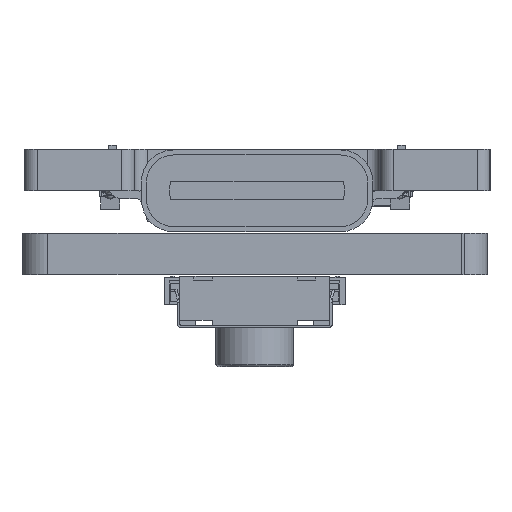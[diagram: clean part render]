
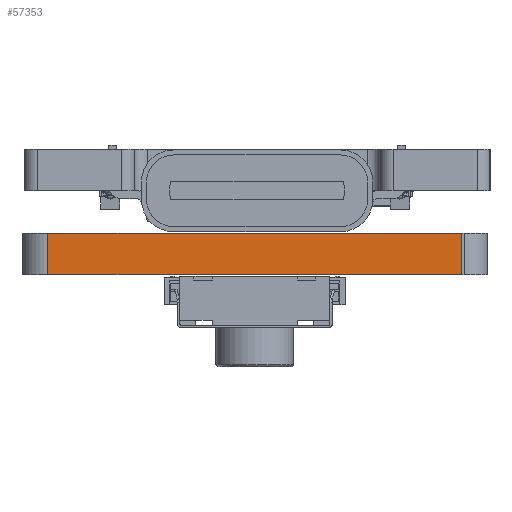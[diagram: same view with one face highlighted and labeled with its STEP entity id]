
A CAD part, left-side view. The second image highlights one B-rep face of the part: STEP entity #57353.
In plain terms, the highlighted planar face has unit normal (-1, 0, 0).
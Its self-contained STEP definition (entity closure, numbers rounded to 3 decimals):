
#56560 = VERTEX_POINT('',#56561);
#56561 = CARTESIAN_POINT('',(100.,-101.,0.));
#56568 = EDGE_CURVE('',#56569,#56560,#56571,.T.);
#56569 = VERTEX_POINT('',#56570);
#56570 = CARTESIAN_POINT('',(100.,-117.,0.));
#56571 = LINE('',#56572,#56573);
#56572 = CARTESIAN_POINT('',(100.,-117.,0.));
#56573 = VECTOR('',#56574,1.);
#56574 = DIRECTION('',(0.,1.,0.));
#56930 = VERTEX_POINT('',#56931);
#56931 = CARTESIAN_POINT('',(100.,-101.,1.6));
#56938 = EDGE_CURVE('',#56939,#56930,#56941,.T.);
#56939 = VERTEX_POINT('',#56940);
#56940 = CARTESIAN_POINT('',(100.,-117.,1.6));
#56941 = LINE('',#56942,#56943);
#56942 = CARTESIAN_POINT('',(100.,-117.,1.6));
#56943 = VECTOR('',#56944,1.);
#56944 = DIRECTION('',(0.,1.,0.));
#57323 = EDGE_CURVE('',#56560,#56930,#57324,.T.);
#57324 = LINE('',#57325,#57326);
#57325 = CARTESIAN_POINT('',(100.,-101.,0.));
#57326 = VECTOR('',#57327,1.);
#57327 = DIRECTION('',(0.,0.,1.));
#57353 = ADVANCED_FACE('',(#57354),#57365,.T.);
#57354 = FACE_BOUND('',#57355,.T.);
#57355 = EDGE_LOOP('',(#57356,#57362,#57363,#57364));
#57356 = ORIENTED_EDGE('',*,*,#57357,.T.);
#57357 = EDGE_CURVE('',#56569,#56939,#57358,.T.);
#57358 = LINE('',#57359,#57360);
#57359 = CARTESIAN_POINT('',(100.,-117.,0.));
#57360 = VECTOR('',#57361,1.);
#57361 = DIRECTION('',(0.,0.,1.));
#57362 = ORIENTED_EDGE('',*,*,#56938,.T.);
#57363 = ORIENTED_EDGE('',*,*,#57323,.F.);
#57364 = ORIENTED_EDGE('',*,*,#56568,.F.);
#57365 = PLANE('',#57366);
#57366 = AXIS2_PLACEMENT_3D('',#57367,#57368,#57369);
#57367 = CARTESIAN_POINT('',(100.,-117.,0.));
#57368 = DIRECTION('',(-1.,0.,0.));
#57369 = DIRECTION('',(0.,1.,0.));
